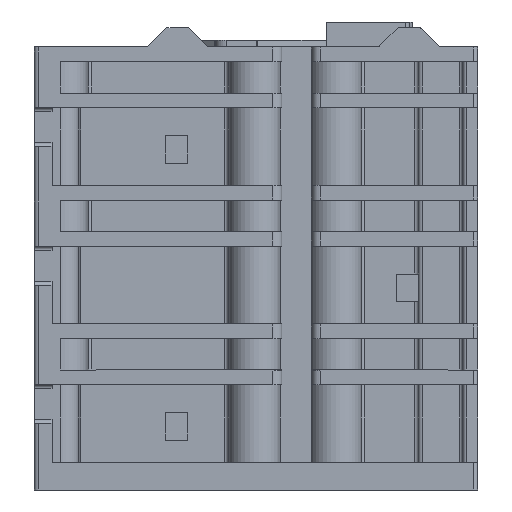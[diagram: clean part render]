
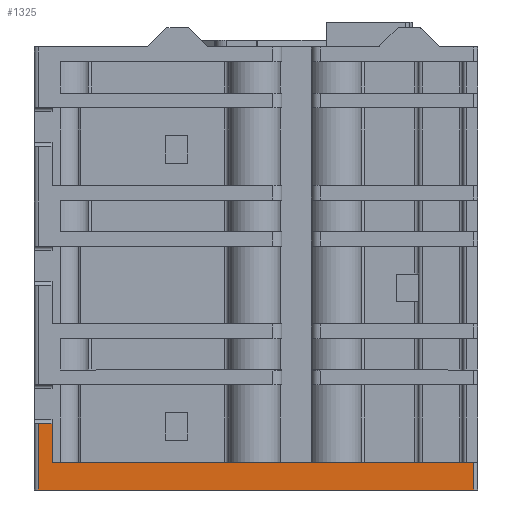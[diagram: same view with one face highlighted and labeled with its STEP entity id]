
A CAD part, front view. The second image highlights one B-rep face of the part: STEP entity #1325.
In plain terms, the highlighted planar face has unit normal (0, -1, 0).
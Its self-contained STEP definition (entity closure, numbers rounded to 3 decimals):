
#1325 = ADVANCED_FACE( '', ( #3054 ), #3055, .F. );
#3054 = FACE_OUTER_BOUND( '', #5186, .T. );
#3055 = PLANE( '', #5187 );
#5186 = EDGE_LOOP( '', ( #9254, #9255, #9256, #9257, #9258, #9259 ) );
#5187 = AXIS2_PLACEMENT_3D( '', #9260, #9261, #9262 );
#9254 = ORIENTED_EDGE( '', *, *, #14321, .T. );
#9255 = ORIENTED_EDGE( '', *, *, #14779, .T. );
#9256 = ORIENTED_EDGE( '', *, *, #14780, .T. );
#9257 = ORIENTED_EDGE( '', *, *, #14781, .T. );
#9258 = ORIENTED_EDGE( '', *, *, #14258, .F. );
#9259 = ORIENTED_EDGE( '', *, *, #14782, .F. );
#9260 = CARTESIAN_POINT( '', ( -20., 0., 22.5 ) );
#9261 = DIRECTION( '', ( 0., 1., 0. ) );
#9262 = DIRECTION( '', ( 0., 0., 1. ) );
#14258 = EDGE_CURVE( '', #17733, #17735, #17736, .T. );
#14321 = EDGE_CURVE( '', #17835, #17833, #17836, .T. );
#14779 = EDGE_CURVE( '', #17833, #18532, #18533, .T. );
#14780 = EDGE_CURVE( '', #18532, #18534, #18535, .T. );
#14781 = EDGE_CURVE( '', #18534, #17735, #18536, .T. );
#14782 = EDGE_CURVE( '', #17835, #17733, #18537, .T. );
#17733 = VERTEX_POINT( '', #22487 );
#17735 = VERTEX_POINT( '', #22490 );
#17736 = LINE( '', #22491, #22492 );
#17833 = VERTEX_POINT( '', #22621 );
#17835 = VERTEX_POINT( '', #22623 );
#17836 = LINE( '', #22624, #22625 );
#18532 = VERTEX_POINT( '', #23615 );
#18533 = LINE( '', #23616, #23617 );
#18534 = VERTEX_POINT( '', #23618 );
#18535 = LINE( '', #23619, #23620 );
#18536 = LINE( '', #23621, #23622 );
#18537 = LINE( '', #23623, #23624 );
#22487 = CARTESIAN_POINT( '', ( -19.25, 0., 0. ) );
#22490 = CARTESIAN_POINT( '', ( 3.6, 0., 0. ) );
#22491 = CARTESIAN_POINT( '', ( -20., 0., 0. ) );
#22492 = VECTOR( '', #26932, 1000. );
#22621 = CARTESIAN_POINT( '', ( -20., 0., 2.1 ) );
#22623 = CARTESIAN_POINT( '', ( -19.25, 0., 2.1 ) );
#22624 = CARTESIAN_POINT( '', ( -19.25, 0., 2.1 ) );
#22625 = VECTOR( '', #27025, 1000. );
#23615 = CARTESIAN_POINT( '', ( -20., 0., -1.5 ) );
#23616 = CARTESIAN_POINT( '', ( -20., 0., 22.5 ) );
#23617 = VECTOR( '', #27553, 1000. );
#23618 = CARTESIAN_POINT( '', ( 3.6, 0., -1.5 ) );
#23619 = CARTESIAN_POINT( '', ( -20., 0., -1.5 ) );
#23620 = VECTOR( '', #27554, 1000. );
#23621 = CARTESIAN_POINT( '', ( 3.6, 0., -1.5 ) );
#23622 = VECTOR( '', #27555, 1000. );
#23623 = CARTESIAN_POINT( '', ( -19.25, 0., 4.2 ) );
#23624 = VECTOR( '', #27556, 1000. );
#26932 = DIRECTION( '', ( 1., 0., 0. ) );
#27025 = DIRECTION( '', ( -1., 0., 0. ) );
#27553 = DIRECTION( '', ( 0., 0., -1. ) );
#27554 = DIRECTION( '', ( 1., 0., 0. ) );
#27555 = DIRECTION( '', ( 0., 0., 1. ) );
#27556 = DIRECTION( '', ( 0., 0., -1. ) );
